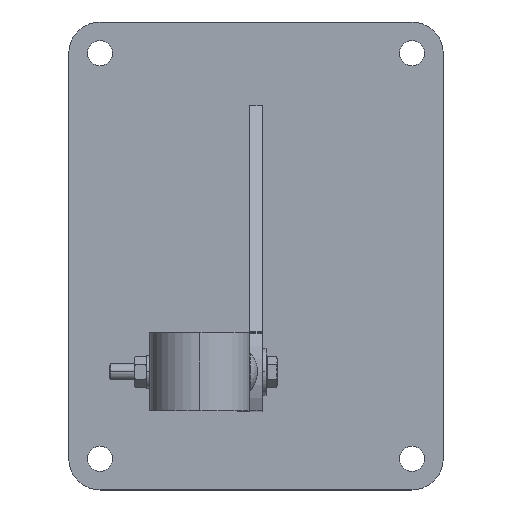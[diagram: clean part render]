
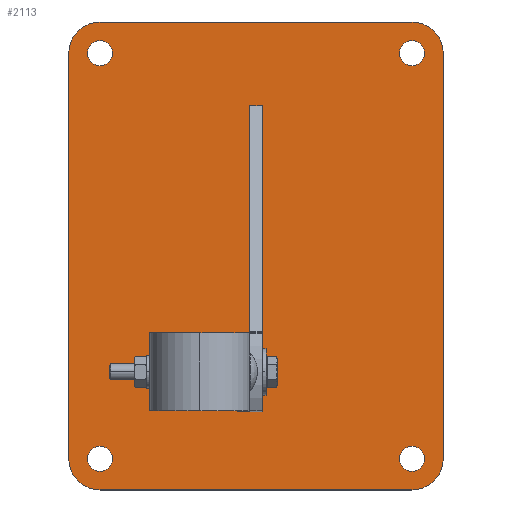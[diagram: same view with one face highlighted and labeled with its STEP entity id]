
A CAD part, top view. The second image highlights one B-rep face of the part: STEP entity #2113.
In plain terms, the highlighted planar face has unit normal (0, 0, 1).
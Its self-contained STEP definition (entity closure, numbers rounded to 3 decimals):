
#47 = VERTEX_POINT ( 'NONE', #4600 ) ;
#78 = EDGE_CURVE ( 'NONE', #6163, #6752, #2157, .T. ) ;
#140 = CIRCLE ( 'NONE', #1212, 20. ) ;
#144 = AXIS2_PLACEMENT_3D ( 'NONE', #6507, #3316, #5199 ) ;
#197 = ORIENTED_EDGE ( 'NONE', *, *, #6037, .T. ) ;
#252 = CARTESIAN_POINT ( 'NONE',  ( 100., -55., 8. ) ) ;
#313 = CARTESIAN_POINT ( 'NONE',  ( 100., 205., 8. ) ) ;
#427 = AXIS2_PLACEMENT_3D ( 'NONE', #5707, #1192, #3781 ) ;
#614 = FACE_BOUND ( 'NONE', #6764, .T. ) ;
#680 = VERTEX_POINT ( 'NONE', #3158 ) ;
#681 = EDGE_CURVE ( 'NONE', #1581, #4263, #3381, .T. ) ;
#732 = EDGE_LOOP ( 'NONE', ( #6575, #197, #4577, #6221, #8162, #7230, #8103, #4356 ) ) ;
#738 = FACE_BOUND ( 'NONE', #1203, .T. ) ;
#876 = EDGE_CURVE ( 'NONE', #47, #6169, #140, .T. ) ;
#927 = AXIS2_PLACEMENT_3D ( 'NONE', #313, #4141, #7225 ) ;
#1061 = CARTESIAN_POINT ( 'NONE',  ( -100., -55., 8. ) ) ;
#1192 = DIRECTION ( 'NONE',  ( 0., 0., 1. ) ) ;
#1203 = EDGE_LOOP ( 'NONE', ( #4478, #7983 ) ) ;
#1212 = AXIS2_PLACEMENT_3D ( 'NONE', #7199, #5245, #1884 ) ;
#1551 = CARTESIAN_POINT ( 'NONE',  ( -120., -55., 8. ) ) ;
#1566 = LINE ( 'NONE', #7294, #6882 ) ;
#1581 = VERTEX_POINT ( 'NONE', #7499 ) ;
#1690 = DIRECTION ( 'NONE',  ( 0., 0., 1. ) ) ;
#1755 = CARTESIAN_POINT ( 'NONE',  ( 100., 205., 8. ) ) ;
#1765 = DIRECTION ( 'NONE',  ( 1., 0., 0. ) ) ;
#1859 = EDGE_CURVE ( 'NONE', #4330, #47, #7275, .T. ) ;
#1884 = DIRECTION ( 'NONE',  ( -1., 0., 0. ) ) ;
#1885 = CARTESIAN_POINT ( 'NONE',  ( 100., 225., 8. ) ) ;
#1925 = VERTEX_POINT ( 'NONE', #1551 ) ;
#1957 = DIRECTION ( 'NONE',  ( 1., 0., 0. ) ) ;
#1971 = ORIENTED_EDGE ( 'NONE', *, *, #4906, .F. ) ;
#2113 = ADVANCED_FACE ( 'NONE', ( #6814, #6161, #738, #614, #3226 ), #5826, .F. ) ;
#2157 = CIRCLE ( 'NONE', #6180, 8. ) ;
#2167 = VERTEX_POINT ( 'NONE', #2666 ) ;
#2287 = ORIENTED_EDGE ( 'NONE', *, *, #6760, .F. ) ;
#2290 = CARTESIAN_POINT ( 'NONE',  ( -100., 205., 8. ) ) ;
#2323 = AXIS2_PLACEMENT_3D ( 'NONE', #6972, #3892, #1957 ) ;
#2376 = VERTEX_POINT ( 'NONE', #8154 ) ;
#2378 = DIRECTION ( 'NONE',  ( 0., 0., 1. ) ) ;
#2382 = EDGE_CURVE ( 'NONE', #5433, #8334, #5264, .T. ) ;
#2419 = LINE ( 'NONE', #4986, #6894 ) ;
#2666 = CARTESIAN_POINT ( 'NONE',  ( 108., 205., 8. ) ) ;
#2782 = DIRECTION ( 'NONE',  ( 1., 0., 0. ) ) ;
#2964 = DIRECTION ( 'NONE',  ( 1., 0., 0. ) ) ;
#3008 = AXIS2_PLACEMENT_3D ( 'NONE', #6951, #6267, #3078 ) ;
#3011 = ORIENTED_EDGE ( 'NONE', *, *, #3443, .F. ) ;
#3078 = DIRECTION ( 'NONE',  ( -1., 0., 0. ) ) ;
#3089 = CIRCLE ( 'NONE', #927, 8. ) ;
#3096 = DIRECTION ( 'NONE',  ( 1., 0., 0. ) ) ;
#3134 = EDGE_LOOP ( 'NONE', ( #2287, #5488 ) ) ;
#3135 = VERTEX_POINT ( 'NONE', #3442 ) ;
#3158 = CARTESIAN_POINT ( 'NONE',  ( 92., 205., 8. ) ) ;
#3181 = DIRECTION ( 'NONE',  ( 1., 0., 0. ) ) ;
#3226 = FACE_BOUND ( 'NONE', #3134, .T. ) ;
#3313 = EDGE_CURVE ( 'NONE', #2167, #680, #6625, .T. ) ;
#3316 = DIRECTION ( 'NONE',  ( 0., 0., -1. ) ) ;
#3332 = EDGE_CURVE ( 'NONE', #3135, #2376, #2419, .T. ) ;
#3346 = DIRECTION ( 'NONE',  ( 0., 0., 1. ) ) ;
#3381 = CIRCLE ( 'NONE', #3525, 8. ) ;
#3384 = VECTOR ( 'NONE', #6222, 1000. ) ;
#3442 = CARTESIAN_POINT ( 'NONE',  ( -100., -75., 8. ) ) ;
#3443 = EDGE_CURVE ( 'NONE', #6752, #6163, #4468, .T. ) ;
#3468 = DIRECTION ( 'NONE',  ( 0., 0., 1. ) ) ;
#3479 = ORIENTED_EDGE ( 'NONE', *, *, #681, .F. ) ;
#3525 = AXIS2_PLACEMENT_3D ( 'NONE', #4326, #7534, #1765 ) ;
#3660 = CIRCLE ( 'NONE', #4311, 20. ) ;
#3756 = CARTESIAN_POINT ( 'NONE',  ( -92., -55., 8. ) ) ;
#3767 = ORIENTED_EDGE ( 'NONE', *, *, #78, .F. ) ;
#3781 = DIRECTION ( 'NONE',  ( -1., 0., 0. ) ) ;
#3888 = CARTESIAN_POINT ( 'NONE',  ( -100., -55., 8. ) ) ;
#3892 = DIRECTION ( 'NONE',  ( 0., 0., 1. ) ) ;
#3912 = EDGE_CURVE ( 'NONE', #2376, #5508, #6633, .T. ) ;
#3935 = AXIS2_PLACEMENT_3D ( 'NONE', #1755, #6811, #7488 ) ;
#4091 = DIRECTION ( 'NONE',  ( 0., 1., 0. ) ) ;
#4120 = CARTESIAN_POINT ( 'NONE',  ( -100., -55., 8. ) ) ;
#4141 = DIRECTION ( 'NONE',  ( 0., 0., 1. ) ) ;
#4263 = VERTEX_POINT ( 'NONE', #5786 ) ;
#4290 = CIRCLE ( 'NONE', #7263, 8. ) ;
#4311 = AXIS2_PLACEMENT_3D ( 'NONE', #4120, #1690, #6817 ) ;
#4317 = AXIS2_PLACEMENT_3D ( 'NONE', #1061, #2378, #8229 ) ;
#4326 = CARTESIAN_POINT ( 'NONE',  ( -100., 205., 8. ) ) ;
#4330 = VERTEX_POINT ( 'NONE', #1885 ) ;
#4356 = ORIENTED_EDGE ( 'NONE', *, *, #876, .T. ) ;
#4418 = CARTESIAN_POINT ( 'NONE',  ( 120., -55., 8. ) ) ;
#4468 = CIRCLE ( 'NONE', #2323, 8. ) ;
#4478 = ORIENTED_EDGE ( 'NONE', *, *, #4786, .F. ) ;
#4577 = ORIENTED_EDGE ( 'NONE', *, *, #3332, .T. ) ;
#4600 = CARTESIAN_POINT ( 'NONE',  ( -100., 225., 8. ) ) ;
#4786 = EDGE_CURVE ( 'NONE', #680, #2167, #3089, .T. ) ;
#4881 = CARTESIAN_POINT ( 'NONE',  ( -120., 205., 8. ) ) ;
#4906 = EDGE_CURVE ( 'NONE', #4263, #1581, #4290, .T. ) ;
#4986 = CARTESIAN_POINT ( 'NONE',  ( -120., -75., 8. ) ) ;
#5132 = CIRCLE ( 'NONE', #427, 20. ) ;
#5199 = DIRECTION ( 'NONE',  ( -1., 0., 0. ) ) ;
#5245 = DIRECTION ( 'NONE',  ( 0., 0., 1. ) ) ;
#5264 = CIRCLE ( 'NONE', #4317, 8. ) ;
#5433 = VERTEX_POINT ( 'NONE', #3756 ) ;
#5488 = ORIENTED_EDGE ( 'NONE', *, *, #2382, .F. ) ;
#5490 = DIRECTION ( 'NONE',  ( 0., 0., 1. ) ) ;
#5508 = VERTEX_POINT ( 'NONE', #4418 ) ;
#5531 = VECTOR ( 'NONE', #8078, 1000. ) ;
#5670 = AXIS2_PLACEMENT_3D ( 'NONE', #3888, #3346, #3181 ) ;
#5707 = CARTESIAN_POINT ( 'NONE',  ( 100., 205., 8. ) ) ;
#5754 = EDGE_CURVE ( 'NONE', #1925, #6169, #1566, .T. ) ;
#5786 = CARTESIAN_POINT ( 'NONE',  ( -108., 205., 8. ) ) ;
#5826 = PLANE ( 'NONE',  #144 ) ;
#5866 = EDGE_CURVE ( 'NONE', #6073, #5508, #7586, .T. ) ;
#6037 = EDGE_CURVE ( 'NONE', #1925, #3135, #3660, .T. ) ;
#6073 = VERTEX_POINT ( 'NONE', #7408 ) ;
#6161 = FACE_BOUND ( 'NONE', #8287, .T. ) ;
#6163 = VERTEX_POINT ( 'NONE', #8084 ) ;
#6169 = VERTEX_POINT ( 'NONE', #4881 ) ;
#6180 = AXIS2_PLACEMENT_3D ( 'NONE', #252, #3468, #2782 ) ;
#6221 = ORIENTED_EDGE ( 'NONE', *, *, #3912, .T. ) ;
#6222 = DIRECTION ( 'NONE',  ( 0., -1., 0. ) ) ;
#6247 = EDGE_CURVE ( 'NONE', #6073, #4330, #5132, .T. ) ;
#6267 = DIRECTION ( 'NONE',  ( 0., 0., 1. ) ) ;
#6507 = CARTESIAN_POINT ( 'NONE',  ( -120., -75., 8. ) ) ;
#6575 = ORIENTED_EDGE ( 'NONE', *, *, #5754, .F. ) ;
#6625 = CIRCLE ( 'NONE', #3935, 8. ) ;
#6633 = CIRCLE ( 'NONE', #3008, 20. ) ;
#6648 = CARTESIAN_POINT ( 'NONE',  ( 120., 225., 8. ) ) ;
#6752 = VERTEX_POINT ( 'NONE', #7644 ) ;
#6760 = EDGE_CURVE ( 'NONE', #8334, #5433, #8259, .T. ) ;
#6764 = EDGE_LOOP ( 'NONE', ( #3767, #3011 ) ) ;
#6811 = DIRECTION ( 'NONE',  ( 0., 0., 1. ) ) ;
#6814 = FACE_OUTER_BOUND ( 'NONE', #732, .T. ) ;
#6817 = DIRECTION ( 'NONE',  ( -1., 0., 0. ) ) ;
#6882 = VECTOR ( 'NONE', #4091, 1000. ) ;
#6894 = VECTOR ( 'NONE', #3096, 1000. ) ;
#6951 = CARTESIAN_POINT ( 'NONE',  ( 100., -55., 8. ) ) ;
#6972 = CARTESIAN_POINT ( 'NONE',  ( 100., -55., 8. ) ) ;
#7199 = CARTESIAN_POINT ( 'NONE',  ( -100., 205., 8. ) ) ;
#7225 = DIRECTION ( 'NONE',  ( 1., 0., 0. ) ) ;
#7230 = ORIENTED_EDGE ( 'NONE', *, *, #6247, .T. ) ;
#7263 = AXIS2_PLACEMENT_3D ( 'NONE', #2290, #5490, #2964 ) ;
#7275 = LINE ( 'NONE', #6648, #5531 ) ;
#7294 = CARTESIAN_POINT ( 'NONE',  ( -120., -75., 8. ) ) ;
#7351 = CARTESIAN_POINT ( 'NONE',  ( -108., -55., 8. ) ) ;
#7408 = CARTESIAN_POINT ( 'NONE',  ( 120., 205., 8. ) ) ;
#7488 = DIRECTION ( 'NONE',  ( 1., 0., 0. ) ) ;
#7499 = CARTESIAN_POINT ( 'NONE',  ( -92., 205., 8. ) ) ;
#7534 = DIRECTION ( 'NONE',  ( 0., 0., 1. ) ) ;
#7586 = LINE ( 'NONE', #8257, #3384 ) ;
#7644 = CARTESIAN_POINT ( 'NONE',  ( 108., -55., 8. ) ) ;
#7983 = ORIENTED_EDGE ( 'NONE', *, *, #3313, .F. ) ;
#8078 = DIRECTION ( 'NONE',  ( -1., 0., 0. ) ) ;
#8084 = CARTESIAN_POINT ( 'NONE',  ( 92., -55., 8. ) ) ;
#8103 = ORIENTED_EDGE ( 'NONE', *, *, #1859, .T. ) ;
#8154 = CARTESIAN_POINT ( 'NONE',  ( 100., -75., 8. ) ) ;
#8162 = ORIENTED_EDGE ( 'NONE', *, *, #5866, .F. ) ;
#8229 = DIRECTION ( 'NONE',  ( 1., 0., 0. ) ) ;
#8257 = CARTESIAN_POINT ( 'NONE',  ( 120., 225., 8. ) ) ;
#8259 = CIRCLE ( 'NONE', #5670, 8. ) ;
#8287 = EDGE_LOOP ( 'NONE', ( #1971, #3479 ) ) ;
#8334 = VERTEX_POINT ( 'NONE', #7351 ) ;
